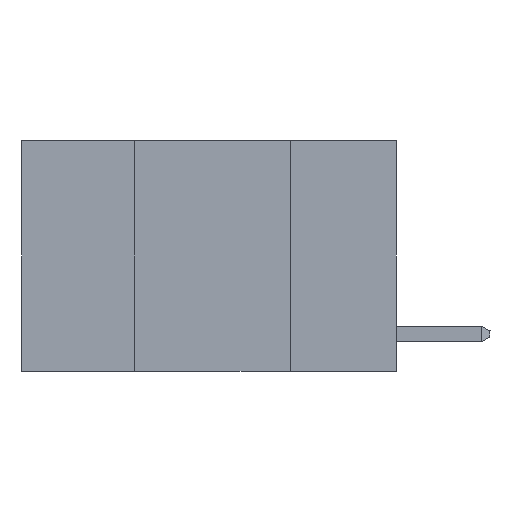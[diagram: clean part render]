
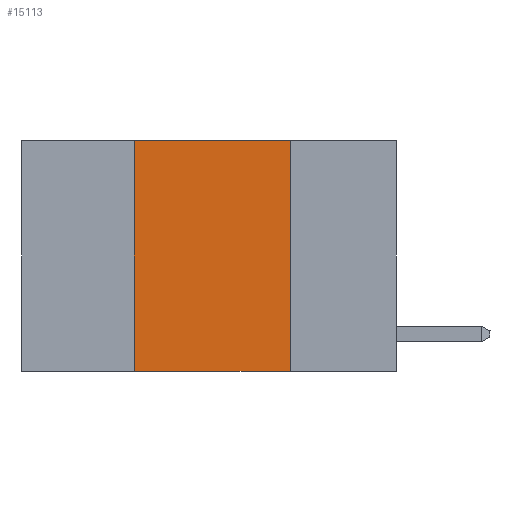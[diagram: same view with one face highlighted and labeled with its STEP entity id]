
A CAD part, left-side view. The second image highlights one B-rep face of the part: STEP entity #15113.
In plain terms, the highlighted planar face has unit normal (-1, 0, 0).
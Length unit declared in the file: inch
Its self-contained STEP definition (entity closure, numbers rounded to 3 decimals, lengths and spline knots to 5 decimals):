
#139 = CARTESIAN_POINT ( 'NONE',  ( 0., 0.6, 0. ) ) ;
#422 = EDGE_CURVE ( 'NONE', #8482, #19241, #738, .T. ) ;
#738 = LINE ( 'NONE', #833, #14287 ) ;
#756 = VECTOR ( 'NONE', #16472, 39.37008 ) ;
#833 = CARTESIAN_POINT ( 'NONE',  ( 0., 0.42, 0. ) ) ;
#843 = DIRECTION ( 'NONE',  ( 0., -1., 0. ) ) ;
#1978 = CARTESIAN_POINT ( 'NONE',  ( 0., 0.42, -0.37 ) ) ;
#2073 = VECTOR ( 'NONE', #10642, 39.37008 ) ;
#2328 = LINE ( 'NONE', #8440, #19640 ) ;
#3921 = ORIENTED_EDGE ( 'NONE', *, *, #422, .F. ) ;
#3961 = FACE_OUTER_BOUND ( 'NONE', #12920, .T. ) ;
#5315 = EDGE_CURVE ( 'NONE', #9712, #16215, #10267, .T. ) ;
#7068 = PLANE ( 'NONE',  #19848 ) ;
#8356 = ORIENTED_EDGE ( 'NONE', *, *, #5315, .F. ) ;
#8440 = CARTESIAN_POINT ( 'NONE',  ( 0., 0.6, -0.37 ) ) ;
#8482 = VERTEX_POINT ( 'NONE', #1978 ) ;
#8535 = ORIENTED_EDGE ( 'NONE', *, *, #9180, .F. ) ;
#9180 = EDGE_CURVE ( 'NONE', #19241, #9712, #18327, .T. ) ;
#9709 = CARTESIAN_POINT ( 'NONE',  ( 0., 0.42, 0. ) ) ;
#9712 = VERTEX_POINT ( 'NONE', #17901 ) ;
#10267 = LINE ( 'NONE', #10671, #756 ) ;
#10642 = DIRECTION ( 'NONE',  ( 0., -1., 0. ) ) ;
#10671 = CARTESIAN_POINT ( 'NONE',  ( 0., 0.17, 0. ) ) ;
#12920 = EDGE_LOOP ( 'NONE', ( #8356, #8535, #3921, #15892 ) ) ;
#14287 = VECTOR ( 'NONE', #17410, 39.37008 ) ;
#14616 = CARTESIAN_POINT ( 'NONE',  ( 0., 0.6, 0. ) ) ;
#15113 = ADVANCED_FACE ( 'NONE', ( #3961 ), #7068, .F. ) ;
#15892 = ORIENTED_EDGE ( 'NONE', *, *, #18906, .T. ) ;
#16050 = CARTESIAN_POINT ( 'NONE',  ( 0., 0.17, -0.37 ) ) ;
#16215 = VERTEX_POINT ( 'NONE', #16050 ) ;
#16354 = DIRECTION ( 'NONE',  ( 0., 0., -1. ) ) ;
#16472 = DIRECTION ( 'NONE',  ( 0., 0., -1. ) ) ;
#17410 = DIRECTION ( 'NONE',  ( 0., 0., 1. ) ) ;
#17901 = CARTESIAN_POINT ( 'NONE',  ( 0., 0.17, 0. ) ) ;
#18327 = LINE ( 'NONE', #139, #2073 ) ;
#18906 = EDGE_CURVE ( 'NONE', #8482, #16215, #2328, .T. ) ;
#19164 = DIRECTION ( 'NONE',  ( 1., 0., 0. ) ) ;
#19241 = VERTEX_POINT ( 'NONE', #9709 ) ;
#19640 = VECTOR ( 'NONE', #843, 39.37008 ) ;
#19848 = AXIS2_PLACEMENT_3D ( 'NONE', #14616, #19164, #16354 ) ;
